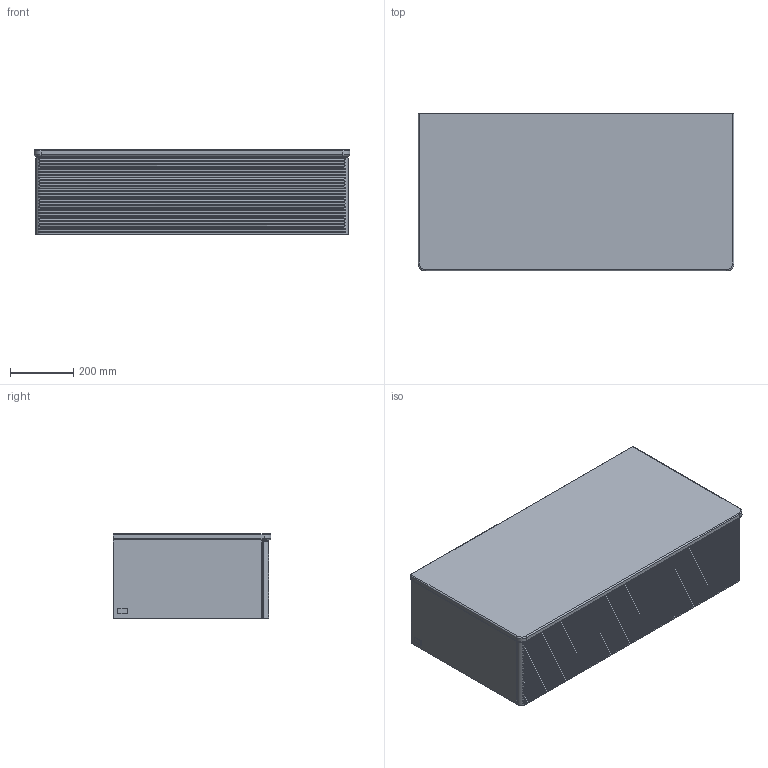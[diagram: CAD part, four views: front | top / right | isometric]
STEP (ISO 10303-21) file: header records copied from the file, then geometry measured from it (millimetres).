
FILE_DESCRIPTION((' '),'2;1');
FILE_NAME('K401_L401.stp','2023-04-05T08:05:41',(' '),(' '),' ','ACIS',' ');
FILE_SCHEMA(('CONFIG_CONTROL_DESIGN'));
Length unit declared in the file: millimetre
Products named in the file (11): K401_L401.stp; Körper1; Körper2; Körper3; Körper4; Körper5; Körper6; Körper7; Körper8; Körper9; Körper10
Assembly tree (10 placements, depth 2):
  K401_L401.stp
    Körper1
    Körper2
    Körper3
    Körper4
    Körper5
    Körper6
    Körper7
    Körper8
    Körper9
    Körper10
Bounding box: 1000 x 500 x 268 mm (x, y, z)
Volume: 38975699.4 mm3; surface area: 4958336.7 mm2
Topology: 10 solids, 10 shells, 220 faces, 560 edges, 356 vertices
Faces by surface type: plane 162, cylinder 42, cone 8, torus 4, sphere 4
Entity records: 10666 total; most frequent: CARTESIAN_POINT 3817, DIRECTION 1134, ORIENTED_EDGE 1112, EDGE_CURVE 556, AXIS2_PLACEMENT_3D 385, VECTOR 364, LINE 364, VERTEX_POINT 356
